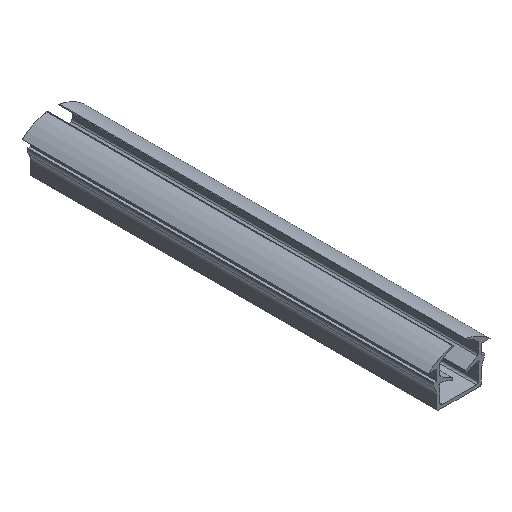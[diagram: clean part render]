
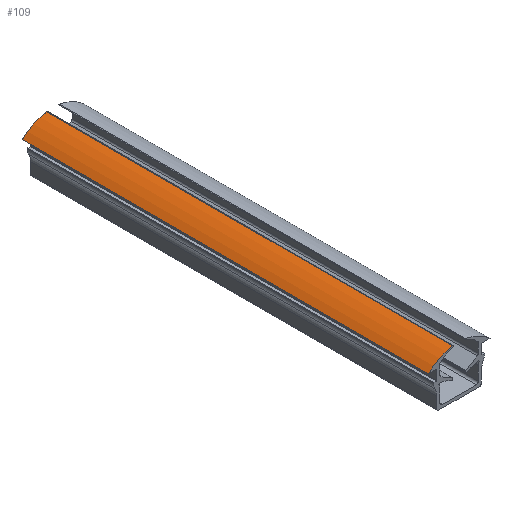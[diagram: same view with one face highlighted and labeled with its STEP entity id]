
A CAD part, isometric view. The second image highlights one B-rep face of the part: STEP entity #109.
In plain terms, the highlighted cylindrical face has radius 12.627 mm (diameter 25.253 mm), a partial arc.
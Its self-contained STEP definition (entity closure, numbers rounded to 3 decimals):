
#49=CARTESIAN_POINT('',(-1.517,100.0,11.995));
#50=VERTEX_POINT('',#49);
#58=CARTESIAN_POINT('',(-1.517,0.,11.995));
#59=VERTEX_POINT('',#58);
#60=CARTESIAN_POINT('',(-1.517,100.0,11.995));
#61=DIRECTION('',(0.0,-1.0,0.0));
#62=VECTOR('',#61,100.0);
#63=LINE('',#60,#62);
#64=EDGE_CURVE('',#50,#59,#63,.T.);
#77=CARTESIAN_POINT('',(0.793,100.0,-0.418));
#78=DIRECTION('',(0.0,-1.0,0.));
#79=DIRECTION('',(-0.183,0.,0.983));
#80=AXIS2_PLACEMENT_3D('',#77,#78,#79);
#81=CYLINDRICAL_SURFACE('',#80,12.626);
#82=CARTESIAN_POINT('',(-7.617,100.0,9.));
#83=VERTEX_POINT('',#82);
#84=CARTESIAN_POINT('',(0.793,100.0,-0.418));
#85=DIRECTION('',(0.0,-1.0,0.));
#86=DIRECTION('',(-0.183,0.,0.983));
#87=AXIS2_PLACEMENT_3D('',#84,#85,#86);
#88=CIRCLE('',#87,12.626);
#89=EDGE_CURVE('',#50,#83,#88,.T.);
#90=ORIENTED_EDGE('',*,*,#89,.T.);
#91=CARTESIAN_POINT('',(-7.617,0.,9.));
#92=VERTEX_POINT('',#91);
#93=CARTESIAN_POINT('',(-7.617,100.0,9.));
#94=DIRECTION('',(0.0,-1.0,0.0));
#95=VECTOR('',#94,100.0);
#96=LINE('',#93,#95);
#97=EDGE_CURVE('',#83,#92,#96,.T.);
#98=ORIENTED_EDGE('',*,*,#97,.T.);
#99=CARTESIAN_POINT('',(0.793,0.,-0.418));
#100=DIRECTION('',(0.0,-1.0,0.));
#101=DIRECTION('',(-0.183,0.,0.983));
#102=AXIS2_PLACEMENT_3D('',#99,#100,#101);
#103=CIRCLE('',#102,12.626);
#104=EDGE_CURVE('',#59,#92,#103,.T.);
#105=ORIENTED_EDGE('',*,*,#104,.F.);
#106=ORIENTED_EDGE('',*,*,#64,.F.);
#107=EDGE_LOOP('',(#90,#98,#105,#106));
#108=FACE_OUTER_BOUND('',#107,.T.);
#109=ADVANCED_FACE('',(#108),#81,.T.);
